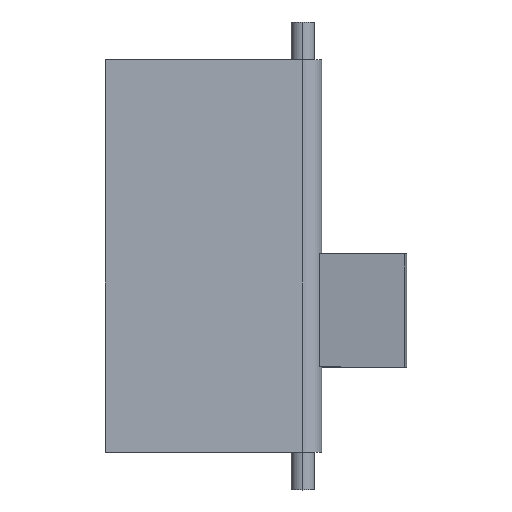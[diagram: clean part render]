
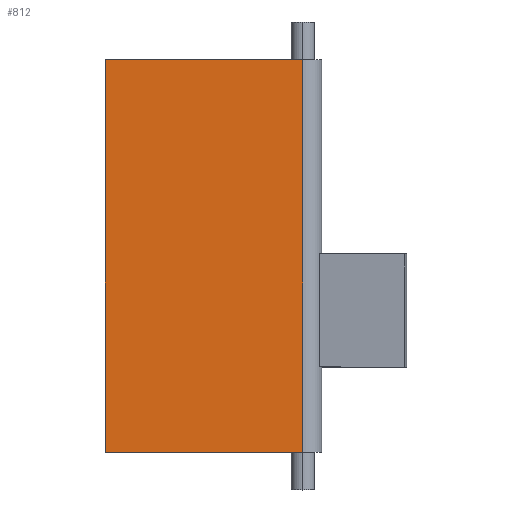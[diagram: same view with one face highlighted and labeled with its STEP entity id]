
A CAD part, top view. The second image highlights one B-rep face of the part: STEP entity #812.
In plain terms, the highlighted planar face has unit normal (0, 0, 1).
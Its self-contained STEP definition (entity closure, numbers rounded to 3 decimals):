
#40 = LINE ( 'NONE', #763, #643 ) ;
#52 = VERTEX_POINT ( 'NONE', #372 ) ;
#67 = FACE_OUTER_BOUND ( 'NONE', #1083, .T. ) ;
#89 = VECTOR ( 'NONE', #1086, 1000. ) ;
#105 = LINE ( 'NONE', #388, #89 ) ;
#222 = ORIENTED_EDGE ( 'NONE', *, *, #334, .F. ) ;
#266 = DIRECTION ( 'NONE',  ( 1., 0., 0. ) ) ;
#334 = EDGE_CURVE ( 'NONE', #52, #797, #716, .T. ) ;
#354 = CARTESIAN_POINT ( 'NONE',  ( 22.27, 26., 2.5 ) ) ;
#372 = CARTESIAN_POINT ( 'NONE',  ( -3.89, 26., 2.5 ) ) ;
#388 = CARTESIAN_POINT ( 'NONE',  ( 22.27, 26., 2.5 ) ) ;
#426 = DIRECTION ( 'NONE',  ( 0., 0., -1. ) ) ;
#432 = CARTESIAN_POINT ( 'NONE',  ( 0., 26., 2.5 ) ) ;
#447 = VERTEX_POINT ( 'NONE', #561 ) ;
#452 = CARTESIAN_POINT ( 'NONE',  ( 0., 26., 2.5 ) ) ;
#522 = PLANE ( 'NONE',  #736 ) ;
#561 = CARTESIAN_POINT ( 'NONE',  ( 22.27, -26., 2.5 ) ) ;
#628 = EDGE_CURVE ( 'NONE', #724, #52, #1022, .T. ) ;
#643 = VECTOR ( 'NONE', #686, 1000. ) ;
#686 = DIRECTION ( 'NONE',  ( 1., 0., 0. ) ) ;
#716 = LINE ( 'NONE', #452, #853 ) ;
#724 = VERTEX_POINT ( 'NONE', #945 ) ;
#732 = VECTOR ( 'NONE', #968, 1000. ) ;
#736 = AXIS2_PLACEMENT_3D ( 'NONE', #432, #426, #790 ) ;
#746 = EDGE_CURVE ( 'NONE', #724, #447, #40, .T. ) ;
#763 = CARTESIAN_POINT ( 'NONE',  ( 0., -26., 2.5 ) ) ;
#789 = ORIENTED_EDGE ( 'NONE', *, *, #746, .T. ) ;
#790 = DIRECTION ( 'NONE',  ( -1., 0., 0. ) ) ;
#797 = VERTEX_POINT ( 'NONE', #354 ) ;
#812 = ADVANCED_FACE ( 'NONE', ( #67 ), #522, .F. ) ;
#853 = VECTOR ( 'NONE', #266, 1000. ) ;
#875 = ORIENTED_EDGE ( 'NONE', *, *, #628, .F. ) ;
#914 = CARTESIAN_POINT ( 'NONE',  ( -3.89, 0., 2.5 ) ) ;
#945 = CARTESIAN_POINT ( 'NONE',  ( -3.89, -26., 2.5 ) ) ;
#968 = DIRECTION ( 'NONE',  ( 0., 1., 0. ) ) ;
#977 = ORIENTED_EDGE ( 'NONE', *, *, #1073, .F. ) ;
#1022 = LINE ( 'NONE', #914, #732 ) ;
#1073 = EDGE_CURVE ( 'NONE', #797, #447, #105, .T. ) ;
#1083 = EDGE_LOOP ( 'NONE', ( #789, #977, #222, #875 ) ) ;
#1086 = DIRECTION ( 'NONE',  ( 0., -1., 0. ) ) ;
